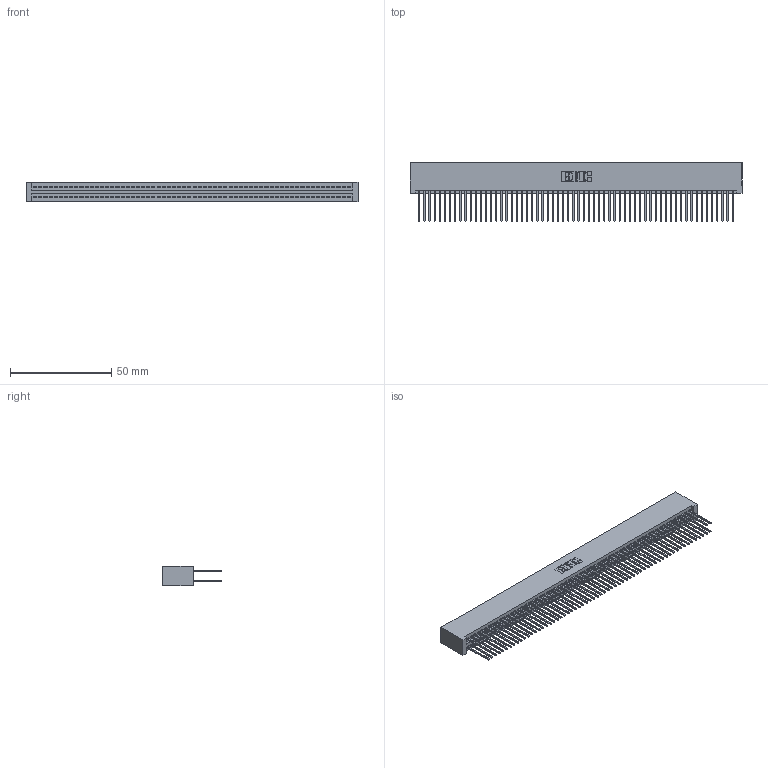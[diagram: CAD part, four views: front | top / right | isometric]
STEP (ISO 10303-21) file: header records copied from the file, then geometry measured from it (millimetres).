
FILE_DESCRIPTION (( 'STEP AP203' ), '1' );
FILE_NAME ('845-124-540-201.STEP', '2018-11-21T18:50:15', ( '' ), ( '' ), 'SwSTEP 2.0', 'SolidWorks 2016', '' );
FILE_SCHEMA (( 'CONFIG_CONTROL_DESIGN' ));
Length unit declared in the file: inch
Products named in the file (3): 845 Part_No Mounting Lugs; 345-292-001_345-293-140; 845-124-540-201
Assembly tree (125 placements, depth 2):
  845-124-540-201
    845 Part_No Mounting Lugs
    345-292-001_345-293-140  x124
Bounding box: 164.08 x 29.13 x 9.4 mm (x, y, z)
Volume: 17210.9 mm3; surface area: 28312.2 mm2
Topology: 125 solids, 125 shells, 6318 faces, 18793 edges, 12362 vertices
Faces by surface type: plane 4168, cylinder 2150
Entity records: 45695 total; most frequent: CARTESIAN_POINT 7640, ORIENTED_EDGE 7574, DIRECTION 6707, EDGE_CURVE 3787, LINE 3415, VECTOR 3415, VERTEX_POINT 2522, AXIS2_PLACEMENT_3D 1646
